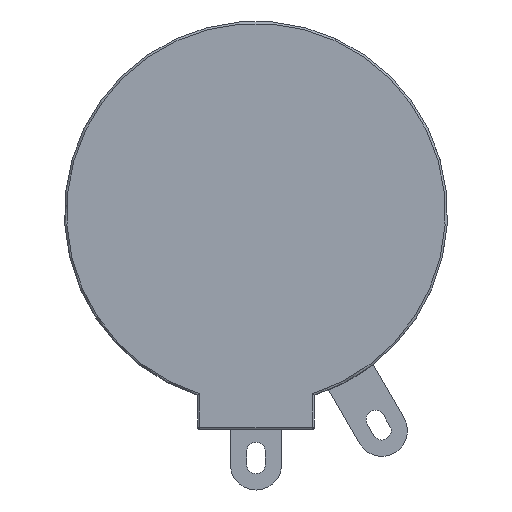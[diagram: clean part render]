
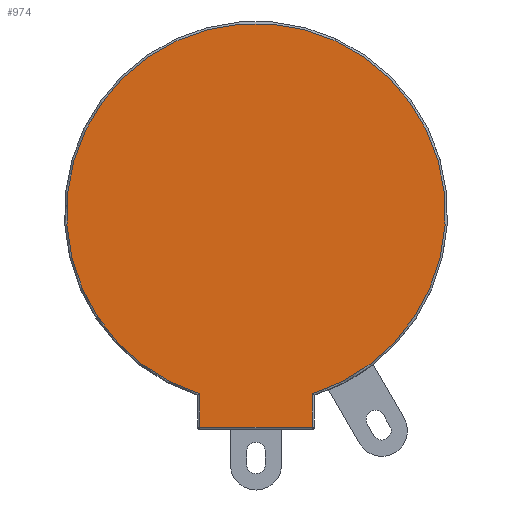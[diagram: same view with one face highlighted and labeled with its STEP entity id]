
A CAD part, front view. The second image highlights one B-rep face of the part: STEP entity #974.
In plain terms, the highlighted planar face has unit normal (0, -1, 0).
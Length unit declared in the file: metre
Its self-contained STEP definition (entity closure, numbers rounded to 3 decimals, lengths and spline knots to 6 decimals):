
#115=CIRCLE('',#1370,0.011113);
#188=ORIENTED_EDGE('',*,*,#450,.T.);
#189=ORIENTED_EDGE('',*,*,#451,.T.);
#190=ORIENTED_EDGE('',*,*,#452,.T.);
#191=ORIENTED_EDGE('',*,*,#453,.T.);
#450=EDGE_CURVE('',#583,#584,#653,.T.);
#451=EDGE_CURVE('',#584,#585,#654,.T.);
#452=EDGE_CURVE('',#585,#586,#115,.T.);
#453=EDGE_CURVE('',#586,#583,#655,.F.);
#583=VERTEX_POINT('',#1829);
#584=VERTEX_POINT('',#1830);
#585=VERTEX_POINT('',#1832);
#586=VERTEX_POINT('',#1834);
#653=LINE('',#1828,#731);
#654=LINE('',#1831,#732);
#655=LINE('',#1835,#733);
#731=VECTOR('',#1525,1.);
#732=VECTOR('',#1526,1.);
#733=VECTOR('',#1529,1.);
#804=EDGE_LOOP('',(#188,#189,#190,#191));
#878=FACE_BOUND('',#804,.T.);
#940=PLANE('',#1369);
#974=ADVANCED_FACE('',(#878),#940,.T.);
#1369=AXIS2_PLACEMENT_3D('',#1827,#1523,#1524);
#1370=AXIS2_PLACEMENT_3D('',#1833,#1527,#1528);
#1523=DIRECTION('',(0.,-1.,0.));
#1524=DIRECTION('',(1.,0.,0.));
#1525=DIRECTION('',(1.,0.,0.));
#1526=DIRECTION('',(0.,0.,1.));
#1527=DIRECTION('',(0.,-1.,0.));
#1528=DIRECTION('',(0.,0.,-1.));
#1529=DIRECTION('',(0.,0.,1.));
#1827=CARTESIAN_POINT('',(0.,-0.019812,0.));
#1828=CARTESIAN_POINT('',(0.003429,-0.019812,-0.012573));
#1829=CARTESIAN_POINT('',(-0.003302,-0.019812,-0.012573));
#1830=CARTESIAN_POINT('',(0.003302,-0.019812,-0.012573));
#1831=CARTESIAN_POINT('',(0.003302,-0.019812,-0.010704));
#1832=CARTESIAN_POINT('',(0.003302,-0.019812,-0.010611));
#1833=CARTESIAN_POINT('',(0.,-0.019812,0.));
#1834=CARTESIAN_POINT('',(-0.003302,-0.019812,-0.010611));
#1835=CARTESIAN_POINT('',(-0.003302,-0.019812,0.));
